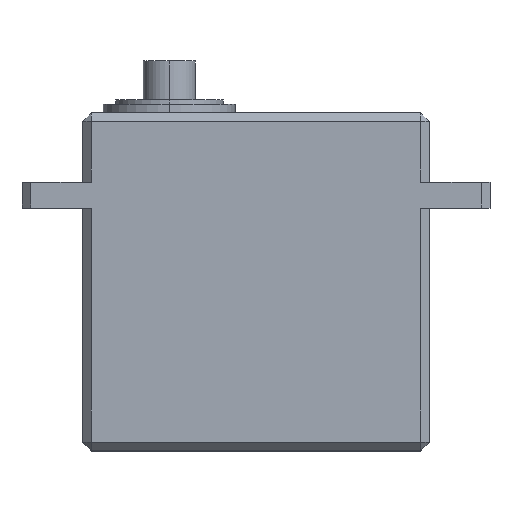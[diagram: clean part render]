
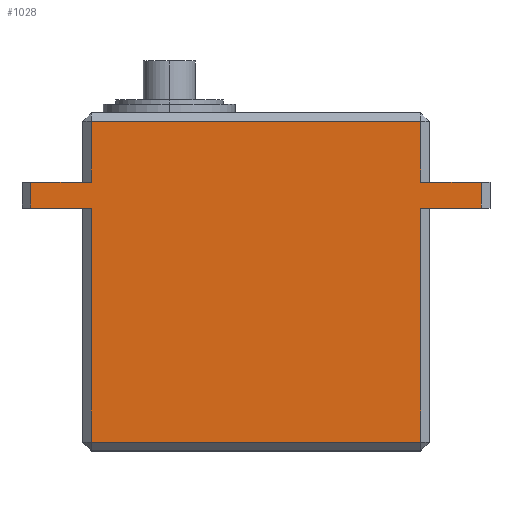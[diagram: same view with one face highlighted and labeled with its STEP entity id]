
A CAD part, top view. The second image highlights one B-rep face of the part: STEP entity #1028.
In plain terms, the highlighted planar face has unit normal (0, 0, 1).
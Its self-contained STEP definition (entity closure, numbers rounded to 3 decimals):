
#7 = EDGE_LOOP ( 'NONE', ( #1364, #1832, #148, #1241, #1450, #392, #943, #1167, #788, #798, #278, #222 ) ) ;
#67 = VECTOR ( 'NONE', #874, 1000. ) ;
#90 = EDGE_CURVE ( 'NONE', #1552, #878, #329, .T. ) ;
#97 = VECTOR ( 'NONE', #1532, 1000. ) ;
#114 = DIRECTION ( 'NONE',  ( -1., 0., 0. ) ) ;
#120 = VERTEX_POINT ( 'NONE', #881 ) ;
#121 = DIRECTION ( 'NONE',  ( -1., 0., 0. ) ) ;
#135 = CARTESIAN_POINT ( 'NONE',  ( -6., 28., 20. ) ) ;
#145 = CARTESIAN_POINT ( 'NONE',  ( 1., 31., 20. ) ) ;
#148 = ORIENTED_EDGE ( 'NONE', *, *, #1372, .T. ) ;
#189 = CARTESIAN_POINT ( 'NONE',  ( 1., 0., 20. ) ) ;
#222 = ORIENTED_EDGE ( 'NONE', *, *, #1353, .T. ) ;
#249 = VECTOR ( 'NONE', #1179, 1000. ) ;
#259 = PLANE ( 'NONE',  #1695 ) ;
#267 = CARTESIAN_POINT ( 'NONE',  ( 1., 38., 20. ) ) ;
#269 = DIRECTION ( 'NONE',  ( 0., 0., -1. ) ) ;
#276 = LINE ( 'NONE', #1402, #1051 ) ;
#278 = ORIENTED_EDGE ( 'NONE', *, *, #676, .T. ) ;
#308 = EDGE_CURVE ( 'NONE', #650, #491, #1370, .T. ) ;
#329 = LINE ( 'NONE', #189, #67 ) ;
#337 = VECTOR ( 'NONE', #114, 1000. ) ;
#345 = DIRECTION ( 'NONE',  ( 0., 1., 0. ) ) ;
#392 = ORIENTED_EDGE ( 'NONE', *, *, #1718, .T. ) ;
#412 = FACE_OUTER_BOUND ( 'NONE', #7, .T. ) ;
#429 = EDGE_CURVE ( 'NONE', #840, #1552, #1703, .T. ) ;
#469 = CARTESIAN_POINT ( 'NONE',  ( 1., 28., 20. ) ) ;
#491 = VERTEX_POINT ( 'NONE', #145 ) ;
#507 = LINE ( 'NONE', #1621, #599 ) ;
#553 = CARTESIAN_POINT ( 'NONE',  ( 47., 31., 20. ) ) ;
#586 = CARTESIAN_POINT ( 'NONE',  ( 39., 28., 20. ) ) ;
#599 = VECTOR ( 'NONE', #947, 1000. ) ;
#602 = VECTOR ( 'NONE', #1526, 1000. ) ;
#622 = DIRECTION ( 'NONE',  ( 1., 0., 0. ) ) ;
#650 = VERTEX_POINT ( 'NONE', #656 ) ;
#656 = CARTESIAN_POINT ( 'NONE',  ( -6., 31., 20. ) ) ;
#676 = EDGE_CURVE ( 'NONE', #990, #1561, #1087, .T. ) ;
#704 = EDGE_CURVE ( 'NONE', #120, #1544, #507, .T. ) ;
#709 = DIRECTION ( 'NONE',  ( -1., 0., 0. ) ) ;
#788 = ORIENTED_EDGE ( 'NONE', *, *, #1362, .T. ) ;
#798 = ORIENTED_EDGE ( 'NONE', *, *, #835, .T. ) ;
#835 = EDGE_CURVE ( 'NONE', #1411, #990, #959, .T. ) ;
#840 = VERTEX_POINT ( 'NONE', #135 ) ;
#874 = DIRECTION ( 'NONE',  ( 0., -1., 0. ) ) ;
#875 = CARTESIAN_POINT ( 'NONE',  ( 47., 28., 20. ) ) ;
#878 = VERTEX_POINT ( 'NONE', #1803 ) ;
#881 = CARTESIAN_POINT ( 'NONE',  ( 39., 1., 20. ) ) ;
#882 = CARTESIAN_POINT ( 'NONE',  ( 39., 38., 20. ) ) ;
#908 = VECTOR ( 'NONE', #1401, 1000. ) ;
#938 = LINE ( 'NONE', #1623, #1776 ) ;
#943 = ORIENTED_EDGE ( 'NONE', *, *, #704, .T. ) ;
#947 = DIRECTION ( 'NONE',  ( 0., 1., 0. ) ) ;
#959 = LINE ( 'NONE', #553, #337 ) ;
#964 = LINE ( 'NONE', #1667, #602 ) ;
#979 = CARTESIAN_POINT ( 'NONE',  ( 0., 38., 20. ) ) ;
#990 = VERTEX_POINT ( 'NONE', #1341 ) ;
#999 = EDGE_CURVE ( 'NONE', #1415, #491, #964, .T. ) ;
#1014 = LINE ( 'NONE', #875, #249 ) ;
#1028 = ADVANCED_FACE ( 'NONE', ( #412 ), #259, .F. ) ;
#1051 = VECTOR ( 'NONE', #1704, 1000. ) ;
#1087 = LINE ( 'NONE', #1224, #1816 ) ;
#1126 = LINE ( 'NONE', #979, #1228 ) ;
#1167 = ORIENTED_EDGE ( 'NONE', *, *, #1534, .F. ) ;
#1179 = DIRECTION ( 'NONE',  ( -1., 0., 0. ) ) ;
#1205 = CARTESIAN_POINT ( 'NONE',  ( -7., 31., 20. ) ) ;
#1224 = CARTESIAN_POINT ( 'NONE',  ( 39., 0., 20. ) ) ;
#1228 = VECTOR ( 'NONE', #709, 1000. ) ;
#1241 = ORIENTED_EDGE ( 'NONE', *, *, #429, .T. ) ;
#1245 = LINE ( 'NONE', #1391, #97 ) ;
#1290 = CARTESIAN_POINT ( 'NONE',  ( 46., 28., 20. ) ) ;
#1341 = CARTESIAN_POINT ( 'NONE',  ( 39., 31., 20. ) ) ;
#1353 = EDGE_CURVE ( 'NONE', #1561, #1415, #1126, .T. ) ;
#1362 = EDGE_CURVE ( 'NONE', #1608, #1411, #276, .T. ) ;
#1364 = ORIENTED_EDGE ( 'NONE', *, *, #999, .T. ) ;
#1370 = LINE ( 'NONE', #1205, #1835 ) ;
#1372 = EDGE_CURVE ( 'NONE', #650, #840, #1245, .T. ) ;
#1391 = CARTESIAN_POINT ( 'NONE',  ( -6., 28., 20. ) ) ;
#1401 = DIRECTION ( 'NONE',  ( 1., 0., 0. ) ) ;
#1402 = CARTESIAN_POINT ( 'NONE',  ( 46., 31., 20. ) ) ;
#1411 = VERTEX_POINT ( 'NONE', #1542 ) ;
#1415 = VERTEX_POINT ( 'NONE', #267 ) ;
#1450 = ORIENTED_EDGE ( 'NONE', *, *, #90, .T. ) ;
#1470 = DIRECTION ( 'NONE',  ( 1., 0., 0. ) ) ;
#1526 = DIRECTION ( 'NONE',  ( 0., -1., 0. ) ) ;
#1532 = DIRECTION ( 'NONE',  ( 0., -1., 0. ) ) ;
#1534 = EDGE_CURVE ( 'NONE', #1608, #1544, #1014, .T. ) ;
#1542 = CARTESIAN_POINT ( 'NONE',  ( 46., 31., 20. ) ) ;
#1544 = VERTEX_POINT ( 'NONE', #586 ) ;
#1546 = CARTESIAN_POINT ( 'NONE',  ( 0., 0., 20. ) ) ;
#1552 = VERTEX_POINT ( 'NONE', #469 ) ;
#1561 = VERTEX_POINT ( 'NONE', #882 ) ;
#1608 = VERTEX_POINT ( 'NONE', #1290 ) ;
#1621 = CARTESIAN_POINT ( 'NONE',  ( 39., 0., 20. ) ) ;
#1623 = CARTESIAN_POINT ( 'NONE',  ( 0., 1., 20. ) ) ;
#1667 = CARTESIAN_POINT ( 'NONE',  ( 1., 0., 20. ) ) ;
#1693 = CARTESIAN_POINT ( 'NONE',  ( -7., 28., 20. ) ) ;
#1695 = AXIS2_PLACEMENT_3D ( 'NONE', #1546, #269, #121 ) ;
#1703 = LINE ( 'NONE', #1693, #908 ) ;
#1704 = DIRECTION ( 'NONE',  ( 0., 1., 0. ) ) ;
#1718 = EDGE_CURVE ( 'NONE', #878, #120, #938, .T. ) ;
#1776 = VECTOR ( 'NONE', #622, 1000. ) ;
#1803 = CARTESIAN_POINT ( 'NONE',  ( 1., 1., 20. ) ) ;
#1816 = VECTOR ( 'NONE', #345, 1000. ) ;
#1832 = ORIENTED_EDGE ( 'NONE', *, *, #308, .F. ) ;
#1835 = VECTOR ( 'NONE', #1470, 1000. ) ;
